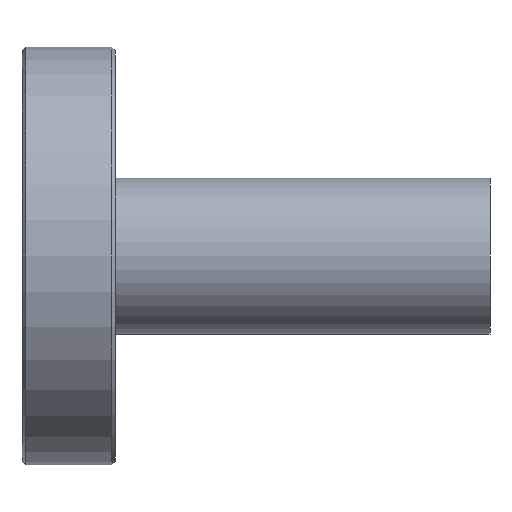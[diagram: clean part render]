
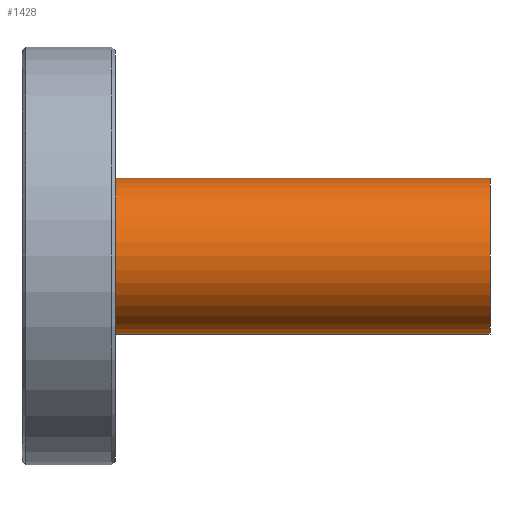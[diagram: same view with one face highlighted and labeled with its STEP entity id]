
A CAD part, left-side view. The second image highlights one B-rep face of the part: STEP entity #1428.
In plain terms, the highlighted cylindrical face has radius 6.35 mm (diameter 12.7 mm), a partial arc.
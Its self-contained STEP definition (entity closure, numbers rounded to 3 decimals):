
#4 = LINE ( 'NONE', #1194, #1557 ) ;
#8 = EDGE_CURVE ( 'NONE', #1061, #205, #4, .T. ) ;
#19 = FACE_OUTER_BOUND ( 'NONE', #686, .T. ) ;
#205 = VERTEX_POINT ( 'NONE', #600 ) ;
#400 = DIRECTION ( 'NONE',  ( 0., 1., 0. ) ) ;
#406 = DIRECTION ( 'NONE',  ( 0., 1., 0. ) ) ;
#484 = DIRECTION ( 'NONE',  ( 0., -1., 0. ) ) ;
#531 = CIRCLE ( 'NONE', #1897, 6.35 ) ;
#539 = CARTESIAN_POINT ( 'NONE',  ( 0., 33.4, 6.35 ) ) ;
#555 = VERTEX_POINT ( 'NONE', #1794 ) ;
#600 = CARTESIAN_POINT ( 'NONE',  ( 0., 0., 6.35 ) ) ;
#667 = AXIS2_PLACEMENT_3D ( 'NONE', #1090, #484, #794 ) ;
#686 = EDGE_LOOP ( 'NONE', ( #1355, #1144, #907, #1286 ) ) ;
#794 = DIRECTION ( 'NONE',  ( 0., 0., -1. ) ) ;
#820 = EDGE_CURVE ( 'NONE', #1680, #205, #531, .T. ) ;
#907 = ORIENTED_EDGE ( 'NONE', *, *, #1192, .T. ) ;
#1012 = AXIS2_PLACEMENT_3D ( 'NONE', #1801, #400, #1642 ) ;
#1023 = DIRECTION ( 'NONE',  ( 0., -1., 0. ) ) ;
#1061 = VERTEX_POINT ( 'NONE', #539 ) ;
#1075 = DIRECTION ( 'NONE',  ( 0., -1., 0. ) ) ;
#1090 = CARTESIAN_POINT ( 'NONE',  ( 0., 33.4, 0. ) ) ;
#1144 = ORIENTED_EDGE ( 'NONE', *, *, #1741, .F. ) ;
#1152 = CARTESIAN_POINT ( 'NONE',  ( 0., 0., -6.35 ) ) ;
#1192 = EDGE_CURVE ( 'NONE', #555, #1680, #1405, .T. ) ;
#1194 = CARTESIAN_POINT ( 'NONE',  ( 0., 33.4, 6.35 ) ) ;
#1286 = ORIENTED_EDGE ( 'NONE', *, *, #820, .T. ) ;
#1324 = CARTESIAN_POINT ( 'NONE',  ( 0., 0., 0. ) ) ;
#1355 = ORIENTED_EDGE ( 'NONE', *, *, #8, .F. ) ;
#1405 = LINE ( 'NONE', #1618, #1725 ) ;
#1428 = ADVANCED_FACE ( 'NONE', ( #19 ), #1584, .T. ) ;
#1471 = DIRECTION ( 'NONE',  ( 0., 0., 1. ) ) ;
#1557 = VECTOR ( 'NONE', #1075, 1000. ) ;
#1584 = CYLINDRICAL_SURFACE ( 'NONE', #667, 6.35 ) ;
#1618 = CARTESIAN_POINT ( 'NONE',  ( 0., 33.4, -6.35 ) ) ;
#1642 = DIRECTION ( 'NONE',  ( 0., 0., 1. ) ) ;
#1654 = CIRCLE ( 'NONE', #1012, 6.35 ) ;
#1680 = VERTEX_POINT ( 'NONE', #1152 ) ;
#1725 = VECTOR ( 'NONE', #1023, 1000. ) ;
#1741 = EDGE_CURVE ( 'NONE', #555, #1061, #1654, .T. ) ;
#1794 = CARTESIAN_POINT ( 'NONE',  ( 0., 33.4, -6.35 ) ) ;
#1801 = CARTESIAN_POINT ( 'NONE',  ( 0., 33.4, 0. ) ) ;
#1897 = AXIS2_PLACEMENT_3D ( 'NONE', #1324, #406, #1471 ) ;
